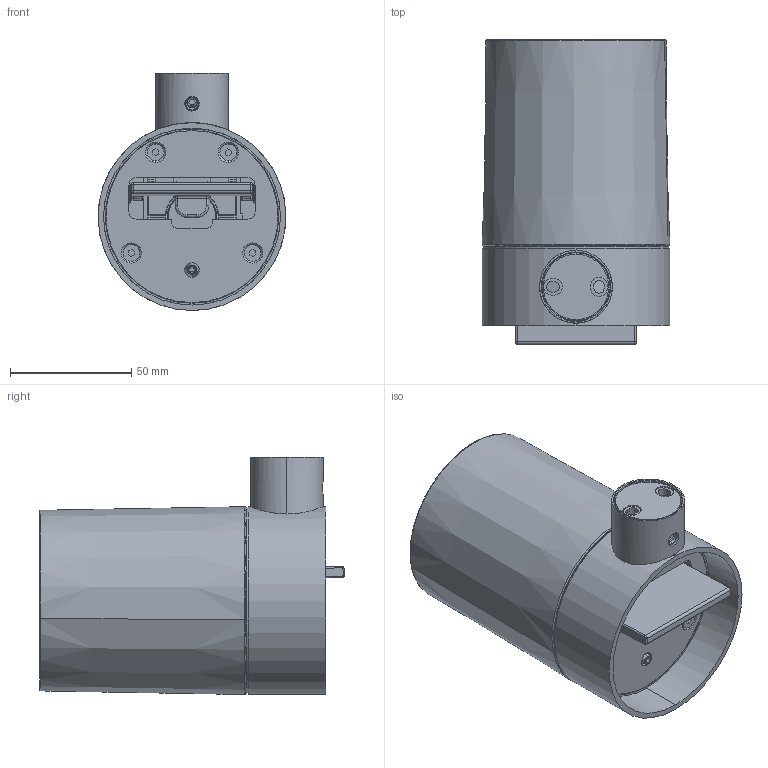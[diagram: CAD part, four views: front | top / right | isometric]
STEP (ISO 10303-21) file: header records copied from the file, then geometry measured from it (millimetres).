
FILE_DESCRIPTION (( 'STEP AP203' ), '1' );
FILE_NAME ('39621F-00-00.STEP', '2023-03-27T12:48:43', ( 'Windows User' ), ( 'P R C' ), 'SwSTEP 2.0', 'SolidWorks 2015', '' );
FILE_SCHEMA (( 'CONFIG_CONTROL_DESIGN' ));
Length unit declared in the file: millimetre
Products named in the file (1): 39621F-00-00
Bounding box: 77.5 x 125.73 x 97.8 mm (x, y, z)
Surface area: 57336.1 mm2 (no closed solid volume)
Topology: 0 solids, 20 shells, 231 faces, 789 edges, 567 vertices
Faces by surface type: cylinder 93, plane 77, torus 34, cone 24, sphere 3
Entity records: 9343 total; most frequent: CARTESIAN_POINT 2503, DIRECTION 1490, ORIENTED_EDGE 1193, EDGE_CURVE 786, VERTEX_POINT 567, AXIS2_PLACEMENT_3D 554, VECTOR 382, LINE 382
